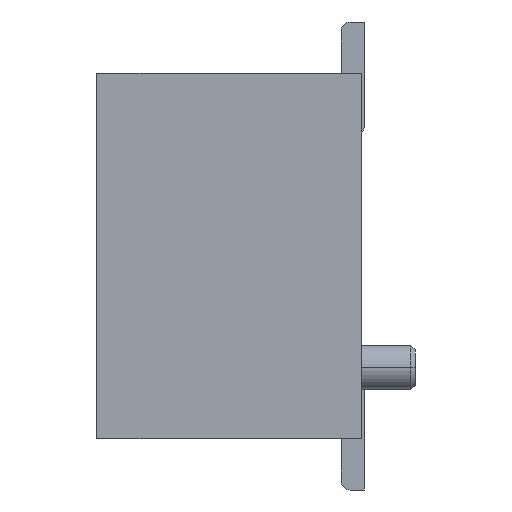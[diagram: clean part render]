
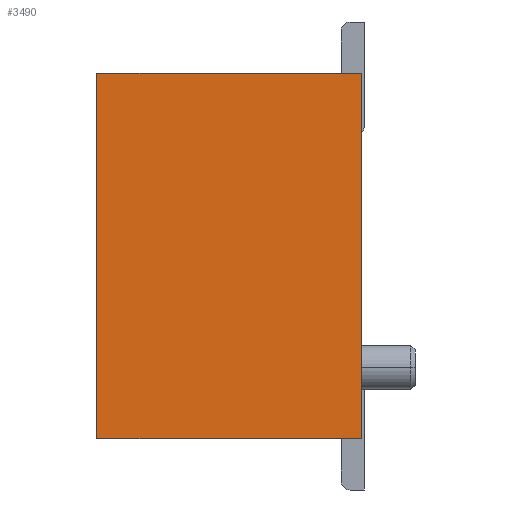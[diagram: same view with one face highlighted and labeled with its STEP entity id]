
A CAD part, left-side view. The second image highlights one B-rep face of the part: STEP entity #3490.
In plain terms, the highlighted planar face has unit normal (-1, 0, 0).
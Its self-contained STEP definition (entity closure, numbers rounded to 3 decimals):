
#3285=CARTESIAN_POINT('',(10.,3.57,-4.1));
#3286=VERTEX_POINT('',#3285);
#3293=CARTESIAN_POINT('',(10.,3.57,0.));
#3294=VERTEX_POINT('',#3293);
#3295=CARTESIAN_POINT('',(10.,3.57,-4.1));
#3296=DIRECTION('',(0.,0.,1.));
#3297=VECTOR('',#3296,4.1);
#3298=LINE('',#3295,#3297);
#3299=EDGE_CURVE('',#3286,#3294,#3298,.T.);
#3460=CARTESIAN_POINT('',(10.,0.6,-4.1));
#3461=DIRECTION('',(0.,0.,1.));
#3462=DIRECTION('',(-1.,0.,0.));
#3463=AXIS2_PLACEMENT_3D('',#3460,#3462,#3461);
#3464=PLANE('',#3463);
#3465=CARTESIAN_POINT('',(10.,0.6,0.));
#3466=VERTEX_POINT('',#3465);
#3467=CARTESIAN_POINT('',(10.,0.6,-4.1));
#3468=VERTEX_POINT('',#3467);
#3469=CARTESIAN_POINT('',(10.,0.6,0.));
#3470=DIRECTION('',(0.,0.,-1.));
#3471=VECTOR('',#3470,4.1);
#3472=LINE('',#3469,#3471);
#3473=EDGE_CURVE('',#3466,#3468,#3472,.T.);
#3474=ORIENTED_EDGE('',*,*,#3473,.F.);
#3475=CARTESIAN_POINT('',(10.,3.57,0.));
#3476=DIRECTION('',(0.,-1.,0.));
#3477=VECTOR('',#3476,2.97);
#3478=LINE('',#3475,#3477);
#3479=EDGE_CURVE('',#3294,#3466,#3478,.T.);
#3480=ORIENTED_EDGE('',*,*,#3479,.F.);
#3481=ORIENTED_EDGE('',*,*,#3299,.F.);
#3482=CARTESIAN_POINT('',(10.,0.6,-4.1));
#3483=DIRECTION('',(0.,1.,0.));
#3484=VECTOR('',#3483,2.97);
#3485=LINE('',#3482,#3484);
#3486=EDGE_CURVE('',#3468,#3286,#3485,.T.);
#3487=ORIENTED_EDGE('',*,*,#3486,.F.);
#3488=EDGE_LOOP('',(#3474,#3480,#3481,#3487));
#3489=FACE_OUTER_BOUND('',#3488,.T.);
#3490=ADVANCED_FACE('',(#3489),#3464,.T.);
